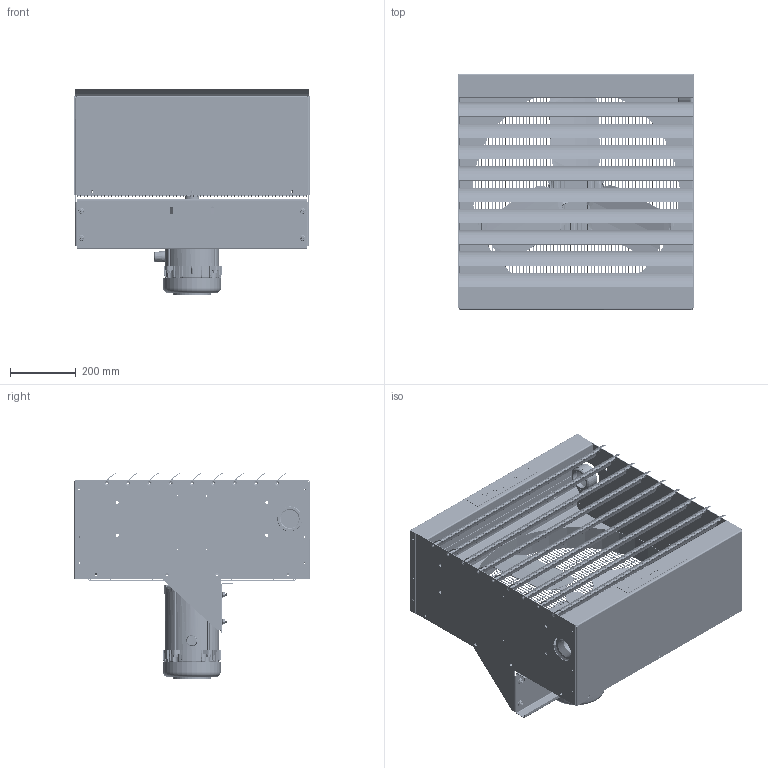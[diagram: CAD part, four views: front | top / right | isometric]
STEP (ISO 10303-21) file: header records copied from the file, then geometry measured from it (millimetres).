
FILE_DESCRIPTION (( 'STEP AP214' ), '1' );
FILE_NAME ('SRH1-24 GA.STEP', '2012-02-15T17:19:56', ( 'Clint' ), ( '' ), 'SwSTEP 2.0', 'SolidWorks 2012', '' );
FILE_SCHEMA (( 'AUTOMOTIVE_DESIGN' ));
Length unit declared in the file: inch
Products named in the file (30): HH-XX-FB_24; fan blade_24; Fan Blade Hub; HUH-L1; HH-L8-A; HH-L7-A; HUH1-YY-10_24; HUH1-12-10-006; HUH1-XX-20-003_HUH1-24; Marathon 3PH 480V 0.25HP_Marathon .5HP; HUH1-XX-20_HUH-24-20; HUH1-XX-40_HUH-24-40; HUH1-12-20-006; HUH1-12-20-005 ; Hex Bolt 5_16-18 x 0.75; Hex Nut 5_16 Flange_B18.2.2.4M - Hex flange nut, M8 x 1.25 --S; AEU1-XX-20-007_24; HUH1-XX-22_HUH1-24"; HUH-12-25_HUH1-24; .25  X .625Lg Selftaping Sheet Steel Screw_IN-HWMS 0.25-20x0.5x0.5-N; HUH1-XX-20-008_HUH1-24; HUH1-XX-22-001_HUH1-24; HUH1-XX-22-002_HUH1-24; HUH1-XX-20-001_HUH-24-20-001; HUH1-XX-20-002_HUH-24-20-002; HUH1-XX-21_24; HHPP-20_HNUT 0.6250-11-D-N; HUH1-XX-21-002_24; HUH1-XX-21-001_HUH-24; SRH1-24 GA
Assembly tree (61 placements, depth 5):
  SRH1-24 GA
    HUH1-XX-20_HUH-24-20
      HUH1-XX-21_24
        HUH1-XX-21-001_HUH-24
        HUH1-XX-21-002_24  x2
        HHPP-20_HNUT 0.6250-11-D-N  x4
      HUH1-XX-20-002_HUH-24-20-002  x2
      HUH1-XX-20-001_HUH-24-20-001
      HUH1-XX-22_HUH1-24"
        HUH-12-25_HUH1-24
          HUH1-XX-22-002_HUH1-24
          HUH1-XX-22-001_HUH1-24
          HUH1-XX-20-008_HUH1-24  x2
          .25  X .625Lg Selftaping Sheet Steel Screw_IN-HWMS 0.25-20x0.5x0.5-N  x8
      HUH1-XX-40_HUH-24-40
        AEU1-XX-20-007_24
        Hex Nut 5_16 Flange_B18.2.2.4M - Hex flange nut, M8 x 1.25 --S  x4
        Hex Bolt 5_16-18 x 0.75  x4
        HUH1-12-20-005 
        HUH1-12-20-006
    Marathon 3PH 480V 0.25HP_Marathon .5HP
    HUH1-XX-20-003_HUH1-24  x9
    HUH1-YY-10_24
      HUH1-12-10-006  x2
    HH-L7-A
    HH-L8-A
    HUH-L1
    HH-XX-FB_24
      Fan Blade Hub  x3
      fan blade_24  x3
Bounding box: 721.82 x 717.97 x 630.42 mm (x, y, z)
Volume: 10879452.3 mm3; surface area: 6018763.6 mm2
Topology: 57 solids, 57 shells, 4294 faces, 10767 edges, 6884 vertices
Faces by surface type: plane 1353, cylinder 1299, bspline 638, cone 547, torus 433, sphere 24
Full cylindrical faces by diameter (mm): 2.946 x372, 3.5 x4, 3.505 x8, 4.166 x4, 4.763 x6, 5.156 x24, 5.16 x12, 5.588 x8, 6.35 x88, 6.8 x28, 7.783 x4, 7.937 x52, 8 x14, 8.001 x10, 8.334 x8, 9.398 x8, 9.525 x28, 13.208 x8, 13.492 x4, 15.875 x9, 16.713 x1, 17.462 x6, 17.463 x2, 22.225 x1, 26.645 x1, 33.401 x1, 44.45 x1, 55.321 x2, 75.006 x2, 76.2 x4
Entity records: 142979 total; most frequent: CARTESIAN_POINT 69700, ORIENTED_EDGE 12960, DIRECTION 10993, EDGE_CURVE 6480, EDGE_LOOP 4668, VERTEX_POINT 4550, AXIS2_PLACEMENT_3D 4208, FACE_OUTER_BOUND 3363
